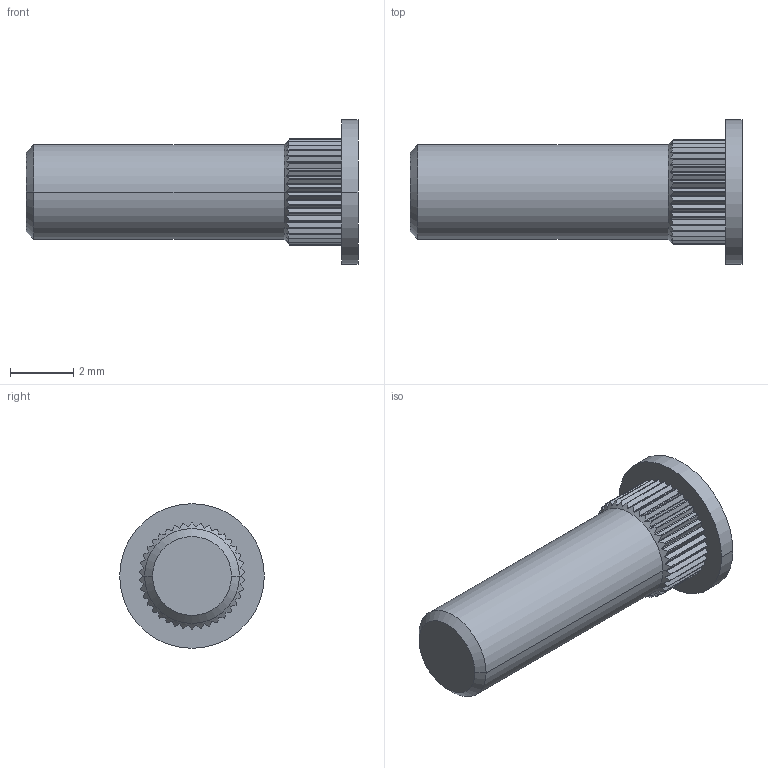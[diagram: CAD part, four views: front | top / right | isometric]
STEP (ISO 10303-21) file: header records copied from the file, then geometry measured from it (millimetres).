
FILE_DESCRIPTION (( 'STEP AP214' ), '1' );
FILE_NAME ('TR Fastenings Ltd-M3X10mm.STEP', '2019-10-17T12:50:58', ( '' ), ( '' ), 'SwSTEP 2.0', 'SolidWorks 2019', '' );
FILE_SCHEMA (( 'AUTOMOTIVE_DESIGN' ));
Length unit declared in the file: millimetre
Products named in the file (1): TR Fastenings Ltd-M3X10mm
Bounding box: 10.51 x 4.58 x 4.58 mm (x, y, z)
Volume: 80.9 mm3; surface area: 139.9 mm2
Topology: 1 solids, 1 shells, 163 faces, 476 edges, 316 vertices
Faces by surface type: plane 117, cylinder 42, cone 4
Entity records: 5536 total; most frequent: CARTESIAN_POINT 1304, ORIENTED_EDGE 952, DIRECTION 774, EDGE_CURVE 476, VERTEX_POINT 316, LINE 274, VECTOR 274, AXIS2_PLACEMENT_3D 250
